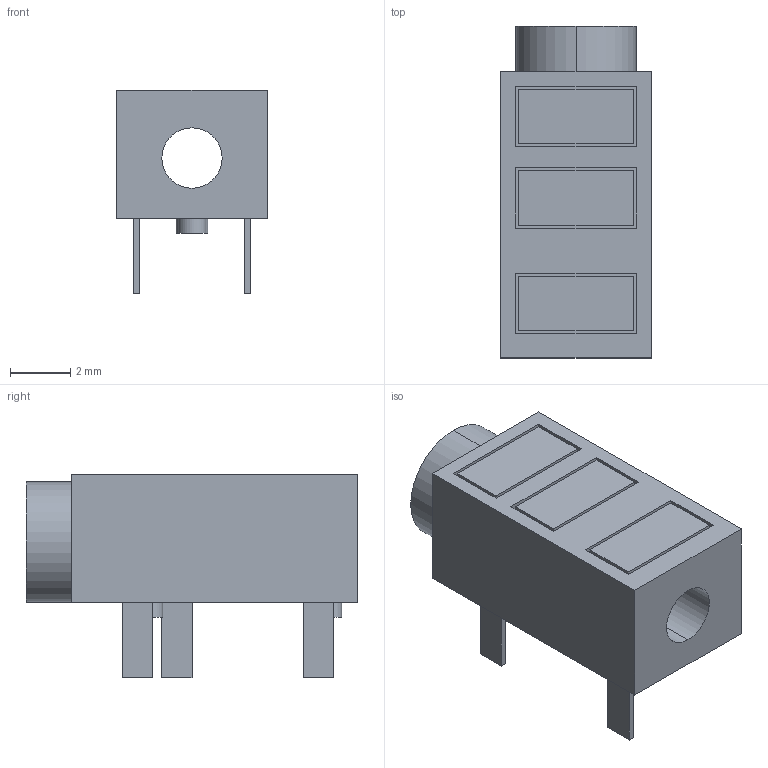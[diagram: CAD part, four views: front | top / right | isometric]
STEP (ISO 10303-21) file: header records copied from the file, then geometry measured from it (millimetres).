
FILE_DESCRIPTION (( 'STEP AP214' ), '1' );
FILE_NAME ('7765096D-B3BB-4FE2-8999-F70E1B1FA3E7.STEP', '2024-01-26T01:50:38', ( '' ), ( '' ), 'SwSTEP 2.0', 'SolidWorks 2022', '' );
FILE_SCHEMA (( 'AUTOMOTIVE_DESIGN' ));
Length unit declared in the file: millimetre
Products named in the file (1): 7765096D-B3BB-4FE2-8999-F70E1B1FA3E7
Bounding box: 5 x 11 x 6.75 mm (x, y, z)
Volume: 173.7 mm3; surface area: 347.2 mm2
Topology: 1 solids, 1 shells, 70 faces, 166 edges, 110 vertices
Faces by surface type: plane 60, cylinder 10
Entity records: 2407 total; most frequent: CARTESIAN_POINT 346, DIRECTION 333, ORIENTED_EDGE 330, EDGE_CURVE 165, LINE 139, VECTOR 139, VERTEX_POINT 110, AXIS2_PLACEMENT_3D 97
